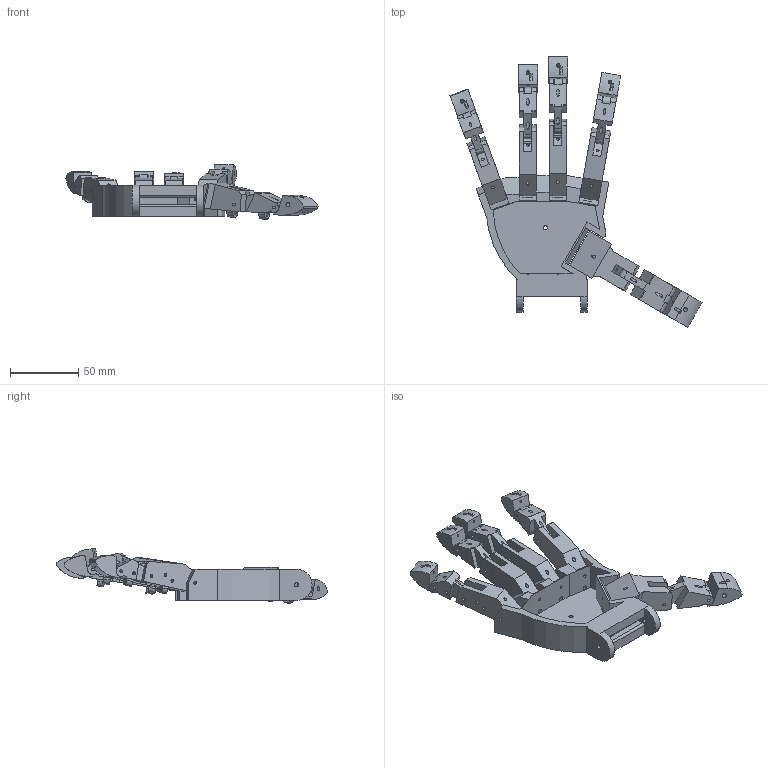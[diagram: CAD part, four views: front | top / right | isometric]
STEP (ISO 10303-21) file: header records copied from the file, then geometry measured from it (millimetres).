
FILE_DESCRIPTION(/* description */ (''),/* implementation_level */ '2;1');
FILE_NAME(/* name */ 'FinalHand.stp',/* time_stamp */ '2025-10-24T00:49:05-05:00',/* author */ ('aul12'),/* organization */ (''),/* preprocessor_version */ 'ST-DEVELOPER v19.2',/* originating_system */ 'Autodesk Inventor 2024',/* authorisation */ '');
FILE_SCHEMA (('AUTOMOTIVE_DESIGN { 1 0 10303 214 3 1 1 }'));
Length unit declared in the file: millimetre
Products named in the file (14): FinalHand; PointerFingerBase; PointerFingerMiddle; Palm; PointerFingerBase_1; MiddleFingerMiddle; PointerFingerBase_2; MiddleFingerMiddle_1; PointerFingerBase_3; MiddleFingerMiddle_2; PointerFingerTop; PointerFingerBase_4; MiddleFingerMiddle_3; PointerFingerTop_1
Assembly tree (16 placements, depth 2):
  FinalHand
    PointerFingerBase
    PointerFingerMiddle
    PointerFingerTop  x4
    Palm
    PointerFingerBase_1
    MiddleFingerMiddle
    PointerFingerBase_2
    MiddleFingerMiddle_1
    PointerFingerBase_3
    MiddleFingerMiddle_2
    PointerFingerBase_4
    MiddleFingerMiddle_3
    PointerFingerTop_1
Bounding box: 185.18 x 198.92 x 39.97 mm (x, y, z)
Volume: 147887.8 mm3; surface area: 70162.3 mm2
Topology: 21 solids, 21 shells, 681 faces, 1902 edges, 1254 vertices
Faces by surface type: plane 442, cylinder 233, cone 4, bspline 2
Full cylindrical faces by diameter (mm): 1.652 x10, 1.75 x1, 2 x14, 2.125 x51, 2.75 x20, 3 x1, 3.125 x2, 3.25 x6
Entity records: 18678 total; most frequent: CARTESIAN_POINT 3634, ORIENTED_EDGE 3012, DIRECTION 2970, EDGE_CURVE 1506, LINE 1096, VECTOR 1096, VERTEX_POINT 990, AXIS2_PLACEMENT_3D 937
